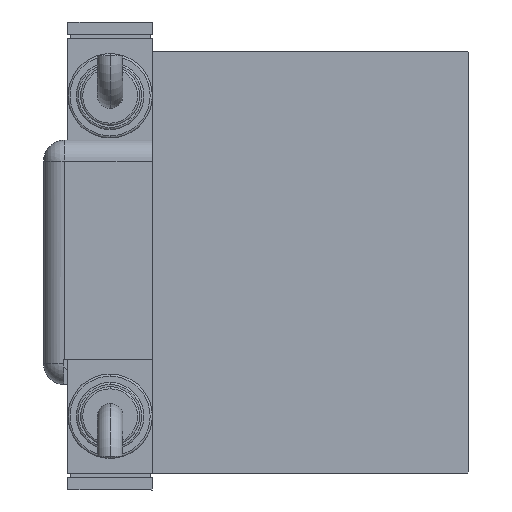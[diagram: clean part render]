
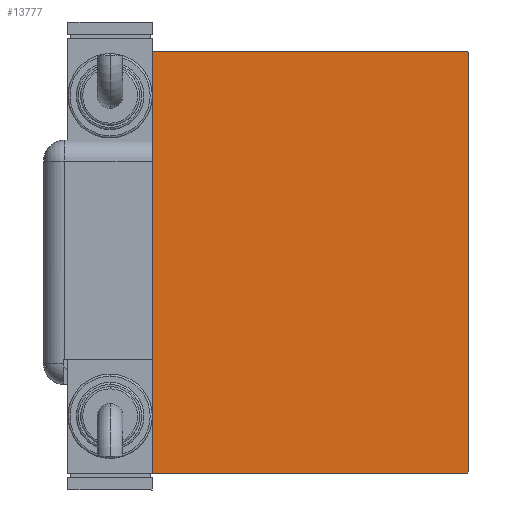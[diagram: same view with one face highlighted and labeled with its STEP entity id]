
A CAD part, left-side view. The second image highlights one B-rep face of the part: STEP entity #13777.
In plain terms, the highlighted face is planar.
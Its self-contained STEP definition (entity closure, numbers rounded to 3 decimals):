
#778 = VERTEX_POINT ( 'NONE', #15678 ) ;
#1138 = CARTESIAN_POINT ( 'NONE',  ( 123., 37.2, 50. ) ) ;
#2371 = DIRECTION ( 'NONE',  ( 0., 0., -1. ) ) ;
#2498 = ORIENTED_EDGE ( 'NONE', *, *, #28810, .T. ) ;
#6188 = CARTESIAN_POINT ( 'NONE',  ( 123., 37.5, -49.7 ) ) ;
#8411 = DIRECTION ( 'NONE',  ( 0., 1., 0. ) ) ;
#10599 = CARTESIAN_POINT ( 'NONE',  ( 123., -43.6, -43.6 ) ) ;
#12770 = VECTOR ( 'NONE', #40420, 1000. ) ;
#13777 = ADVANCED_FACE ( 'NONE', ( #41159 ), #36682, .T. ) ;
#13993 = EDGE_CURVE ( 'NONE', #42382, #31500, #34270, .T. ) ;
#14318 = EDGE_CURVE ( 'NONE', #31500, #30161, #20172, .T. ) ;
#14500 = DIRECTION ( 'NONE',  ( 0., 0.707, -0.707 ) ) ;
#15623 = CARTESIAN_POINT ( 'NONE',  ( 123., 37.5, 49.7 ) ) ;
#15678 = CARTESIAN_POINT ( 'NONE',  ( 123., 37.2, -50. ) ) ;
#17030 = LINE ( 'NONE', #39128, #43079 ) ;
#17307 = DIRECTION ( 'NONE',  ( 1., 0., 0. ) ) ;
#17818 = EDGE_CURVE ( 'NONE', #778, #30747, #19255, .T. ) ;
#19255 = LINE ( 'NONE', #28519, #24767 ) ;
#20172 = LINE ( 'NONE', #34492, #43738 ) ;
#22267 = EDGE_CURVE ( 'NONE', #42176, #778, #45408, .T. ) ;
#23474 = EDGE_CURVE ( 'NONE', #30135, #26861, #17030, .T. ) ;
#24304 = EDGE_LOOP ( 'NONE', ( #52562, #50152, #41074, #35220, #57650, #2498, #53372, #50983 ) ) ;
#24767 = VECTOR ( 'NONE', #41942, 1000. ) ;
#26371 = LINE ( 'NONE', #38263, #58476 ) ;
#26861 = VERTEX_POINT ( 'NONE', #29823 ) ;
#27141 = DIRECTION ( 'NONE',  ( 0., 0., -1. ) ) ;
#28519 = CARTESIAN_POINT ( 'NONE',  ( 123., 43.6, -43.6 ) ) ;
#28810 = EDGE_CURVE ( 'NONE', #30161, #30135, #26371, .T. ) ;
#29823 = CARTESIAN_POINT ( 'NONE',  ( 123., -37.5, -49.7 ) ) ;
#29889 = EDGE_CURVE ( 'NONE', #30747, #42382, #31483, .T. ) ;
#30135 = VERTEX_POINT ( 'NONE', #44243 ) ;
#30161 = VERTEX_POINT ( 'NONE', #52895 ) ;
#30747 = VERTEX_POINT ( 'NONE', #6188 ) ;
#31483 = LINE ( 'NONE', #54148, #12770 ) ;
#31500 = VERTEX_POINT ( 'NONE', #1138 ) ;
#33096 = CARTESIAN_POINT ( 'NONE',  ( 123., -37.2, -50. ) ) ;
#33456 = EDGE_CURVE ( 'NONE', #26861, #42176, #56543, .T. ) ;
#33931 = VECTOR ( 'NONE', #8411, 1000. ) ;
#34146 = AXIS2_PLACEMENT_3D ( 'NONE', #54869, #17307, #27141 ) ;
#34270 = LINE ( 'NONE', #38738, #47513 ) ;
#34492 = CARTESIAN_POINT ( 'NONE',  ( 123., 37.5, 50. ) ) ;
#35220 = ORIENTED_EDGE ( 'NONE', *, *, #13993, .T. ) ;
#36682 = PLANE ( 'NONE',  #34146 ) ;
#37973 = DIRECTION ( 'NONE',  ( 0., -0.707, -0.707 ) ) ;
#38263 = CARTESIAN_POINT ( 'NONE',  ( 123., -43.6, 43.6 ) ) ;
#38370 = DIRECTION ( 'NONE',  ( 0., -1., 0. ) ) ;
#38635 = VECTOR ( 'NONE', #14500, 1000. ) ;
#38738 = CARTESIAN_POINT ( 'NONE',  ( 123., 43.6, 43.6 ) ) ;
#39128 = CARTESIAN_POINT ( 'NONE',  ( 123., -37.5, 50. ) ) ;
#40420 = DIRECTION ( 'NONE',  ( 0., 0., 1. ) ) ;
#41074 = ORIENTED_EDGE ( 'NONE', *, *, #29889, .T. ) ;
#41159 = FACE_OUTER_BOUND ( 'NONE', #24304, .T. ) ;
#41942 = DIRECTION ( 'NONE',  ( 0., 0.707, 0.707 ) ) ;
#42176 = VERTEX_POINT ( 'NONE', #33096 ) ;
#42382 = VERTEX_POINT ( 'NONE', #15623 ) ;
#43079 = VECTOR ( 'NONE', #2371, 1000. ) ;
#43738 = VECTOR ( 'NONE', #38370, 1000. ) ;
#44243 = CARTESIAN_POINT ( 'NONE',  ( 123., -37.5, 49.7 ) ) ;
#45408 = LINE ( 'NONE', #58251, #33931 ) ;
#47513 = VECTOR ( 'NONE', #56936, 1000. ) ;
#50152 = ORIENTED_EDGE ( 'NONE', *, *, #17818, .T. ) ;
#50983 = ORIENTED_EDGE ( 'NONE', *, *, #33456, .T. ) ;
#52562 = ORIENTED_EDGE ( 'NONE', *, *, #22267, .T. ) ;
#52895 = CARTESIAN_POINT ( 'NONE',  ( 123., -37.2, 50. ) ) ;
#53372 = ORIENTED_EDGE ( 'NONE', *, *, #23474, .T. ) ;
#54148 = CARTESIAN_POINT ( 'NONE',  ( 123., 37.5, -50. ) ) ;
#54869 = CARTESIAN_POINT ( 'NONE',  ( 123., 0., 0. ) ) ;
#56543 = LINE ( 'NONE', #10599, #38635 ) ;
#56936 = DIRECTION ( 'NONE',  ( 0., -0.707, 0.707 ) ) ;
#57650 = ORIENTED_EDGE ( 'NONE', *, *, #14318, .T. ) ;
#58251 = CARTESIAN_POINT ( 'NONE',  ( 123., -37.5, -50. ) ) ;
#58476 = VECTOR ( 'NONE', #37973, 1000. ) ;
